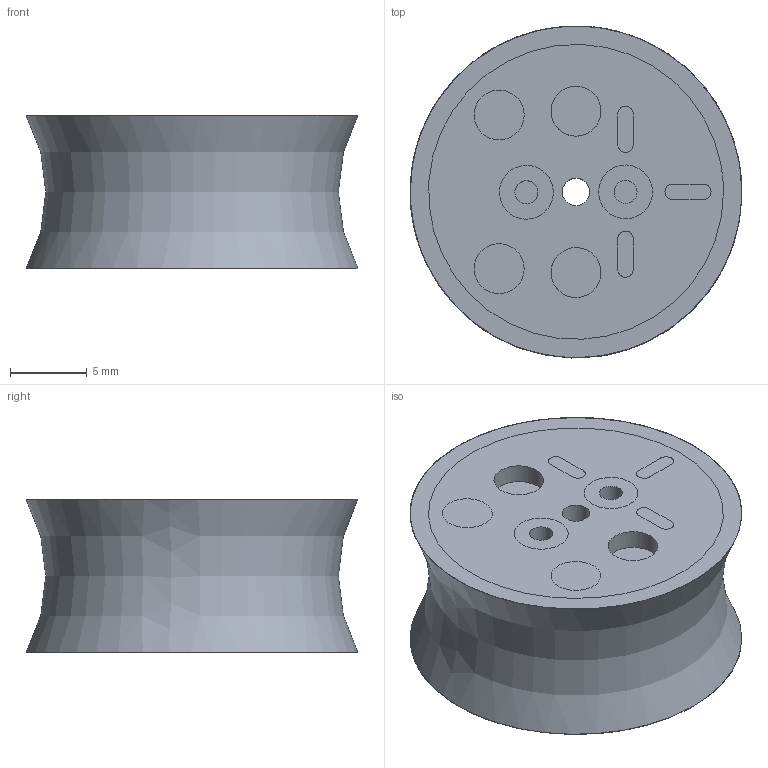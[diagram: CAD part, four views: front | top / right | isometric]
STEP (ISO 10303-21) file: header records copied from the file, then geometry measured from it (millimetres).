
FILE_DESCRIPTION(('HOOPS Exchange Step'),'2;1');
FILE_NAME('temp_export','2023-12-17T01:03:21-05:00',('jscotto'),('Shapr3D Limited'),'HOOPS Exchange 2023.2','Shapr3D','Authorized');
FILE_SCHEMA( ('AUTOMOTIVE_DESIGN { 1 0 10303 214 1 1 1 1 }') );
Length unit declared in the file: millimetre
Products named in the file (1): Pusher (A)
Bounding box: 21.6 x 21.59 x 10 mm (x, y, z)
Volume: 3018.3 mm3; surface area: 1577.1 mm2
Topology: 1 solids, 1 shells, 27 faces, 56 edges, 46 vertices
Faces by surface type: plane 17, bspline 7, extrusion 2, cylinder 1
Full cylindrical faces by diameter (mm): 1.8 x1
Entity records: 6137 total; most frequent: CARTESIAN_POINT 5604, ORIENTED_EDGE 112, DIRECTION 57, EDGE_CURVE 56, VERTEX_POINT 46, B_SPLINE_CURVE_WITH_KNOTS 45, EDGE_LOOP 44, FACE_BOUND 44
